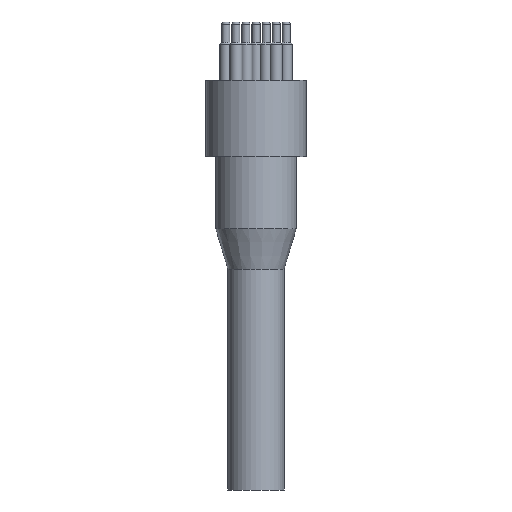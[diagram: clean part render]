
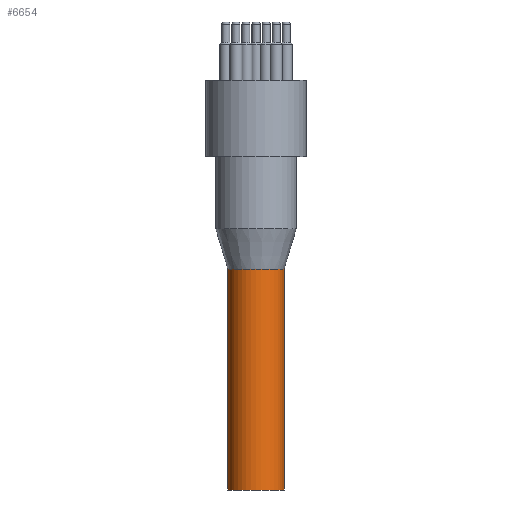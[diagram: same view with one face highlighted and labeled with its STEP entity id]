
A CAD part, front view. The second image highlights one B-rep face of the part: STEP entity #6654.
In plain terms, the highlighted cylindrical face has radius 7 mm (diameter 14 mm), a full revolution.
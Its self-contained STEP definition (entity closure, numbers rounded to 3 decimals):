
#52=CYLINDRICAL_SURFACE($,#6927,7.);
#147=CIRCLE($,#6928,7.);
#148=CIRCLE($,#6929,7.);
#233=FACE_BOUND($,#1192,.T.);
#752=FACE_OUTER_BOUND($,#1191,.T.);
#1191=EDGE_LOOP($,(#5802));
#1192=EDGE_LOOP($,(#5803));
#3133=VERTEX_POINT($,#12148);
#3134=VERTEX_POINT($,#12150);
#4027=EDGE_CURVE($,#3133,#3133,#147,.T.);
#4028=EDGE_CURVE($,#3134,#3134,#148,.T.);
#5802=ORIENTED_EDGE($,*,*,#4027,.T.);
#5803=ORIENTED_EDGE($,*,*,#4028,.T.);
#6654=ADVANCED_FACE($,(#752,#233),#52,.T.);
#6927=AXIS2_PLACEMENT_3D($,#12147,#7981,#7982);
#6928=AXIS2_PLACEMENT_3D($,#12149,#7983,#7984);
#6929=AXIS2_PLACEMENT_3D($,#12151,#7985,#7986);
#7981=DIRECTION('center_axis',(0.,0.,-1.));
#7982=DIRECTION('ref_axis',(1.,0.,0.));
#7983=DIRECTION('center_axis',(0.,0.,1.));
#7984=DIRECTION('ref_axis',(1.,0.,0.));
#7985=DIRECTION('center_axis',(0.,0.,-1.));
#7986=DIRECTION('ref_axis',(1.,0.,0.));
#12147=CARTESIAN_POINT('Origin',(0.,0.,-28.));
#12148=CARTESIAN_POINT('',(-7.,0.,-83.));
#12149=CARTESIAN_POINT('Origin',(0.,0.,-83.));
#12150=CARTESIAN_POINT('',(-7.,0.,-28.));
#12151=CARTESIAN_POINT('Origin',(0.,0.,-28.));
